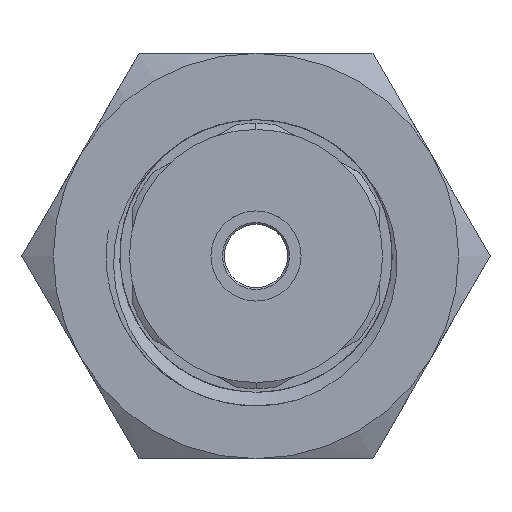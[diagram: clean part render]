
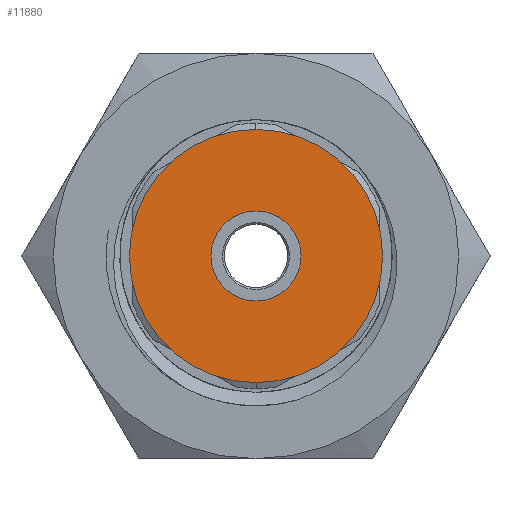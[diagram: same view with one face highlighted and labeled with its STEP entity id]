
A CAD part, left-side view. The second image highlights one B-rep face of the part: STEP entity #11880.
In plain terms, the highlighted face is planar.
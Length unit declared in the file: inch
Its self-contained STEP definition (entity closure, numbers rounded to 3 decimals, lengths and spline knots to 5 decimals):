
#151 = CIRCLE ( 'NONE', #10974, 0.125 ) ;
#281 = FACE_OUTER_BOUND ( 'NONE', #1728, .T. ) ;
#592 = ORIENTED_EDGE ( 'NONE', *, *, #5205, .F. ) ;
#647 = DIRECTION ( 'NONE',  ( 0., 1., 0. ) ) ;
#695 = DIRECTION ( 'NONE',  ( 0., 1., 0. ) ) ;
#753 = CARTESIAN_POINT ( 'NONE',  ( 0., 0., 0. ) ) ;
#778 = CARTESIAN_POINT ( 'NONE',  ( 0., 0., 0. ) ) ;
#1265 = CARTESIAN_POINT ( 'NONE',  ( 0., 0., 0. ) ) ;
#1314 = DIRECTION ( 'NONE',  ( 0., 1., 0. ) ) ;
#1609 = AXIS2_PLACEMENT_3D ( 'NONE', #1265, #1314, #10156 ) ;
#1728 = EDGE_LOOP ( 'NONE', ( #14214, #592 ) ) ;
#1884 = DIRECTION ( 'NONE',  ( 0., 0., 1. ) ) ;
#2405 = EDGE_CURVE ( 'NONE', #13215, #6397, #151, .T. ) ;
#3889 = CIRCLE ( 'NONE', #1609, 0.3515 ) ;
#4399 = CARTESIAN_POINT ( 'NONE',  ( 0., 0., 0.3515 ) ) ;
#5205 = EDGE_CURVE ( 'NONE', #14226, #5706, #11021, .T. ) ;
#5241 = DIRECTION ( 'NONE',  ( 0., 0., 1. ) ) ;
#5249 = CARTESIAN_POINT ( 'NONE',  ( 0., 0., -0.125 ) ) ;
#5481 = AXIS2_PLACEMENT_3D ( 'NONE', #6308, #695, #7203 ) ;
#5640 = EDGE_LOOP ( 'NONE', ( #8366, #5950 ) ) ;
#5649 = CARTESIAN_POINT ( 'NONE',  ( 0., 0., 0.125 ) ) ;
#5706 = VERTEX_POINT ( 'NONE', #10294 ) ;
#5950 = ORIENTED_EDGE ( 'NONE', *, *, #11468, .T. ) ;
#6308 = CARTESIAN_POINT ( 'NONE',  ( 0., 0., 0. ) ) ;
#6338 = CIRCLE ( 'NONE', #5481, 0.125 ) ;
#6397 = VERTEX_POINT ( 'NONE', #5649 ) ;
#7203 = DIRECTION ( 'NONE',  ( 0., 0., 1. ) ) ;
#7434 = PLANE ( 'NONE',  #12344 ) ;
#7483 = DIRECTION ( 'NONE',  ( 0., 1., 0. ) ) ;
#8366 = ORIENTED_EDGE ( 'NONE', *, *, #2405, .T. ) ;
#9590 = CARTESIAN_POINT ( 'NONE',  ( 0., 0., 0. ) ) ;
#9594 = DIRECTION ( 'NONE',  ( 0., 1., 0. ) ) ;
#10156 = DIRECTION ( 'NONE',  ( 0., 0., 1. ) ) ;
#10294 = CARTESIAN_POINT ( 'NONE',  ( 0., 0., -0.3515 ) ) ;
#10974 = AXIS2_PLACEMENT_3D ( 'NONE', #9590, #647, #13827 ) ;
#11021 = CIRCLE ( 'NONE', #11342, 0.3515 ) ;
#11342 = AXIS2_PLACEMENT_3D ( 'NONE', #753, #9594, #5241 ) ;
#11468 = EDGE_CURVE ( 'NONE', #6397, #13215, #6338, .T. ) ;
#11880 = ADVANCED_FACE ( 'NONE', ( #281, #14275 ), #7434, .F. ) ;
#12344 = AXIS2_PLACEMENT_3D ( 'NONE', #778, #7483, #1884 ) ;
#13215 = VERTEX_POINT ( 'NONE', #5249 ) ;
#13776 = EDGE_CURVE ( 'NONE', #5706, #14226, #3889, .T. ) ;
#13827 = DIRECTION ( 'NONE',  ( 0., 0., 1. ) ) ;
#14214 = ORIENTED_EDGE ( 'NONE', *, *, #13776, .F. ) ;
#14226 = VERTEX_POINT ( 'NONE', #4399 ) ;
#14275 = FACE_BOUND ( 'NONE', #5640, .T. ) ;
